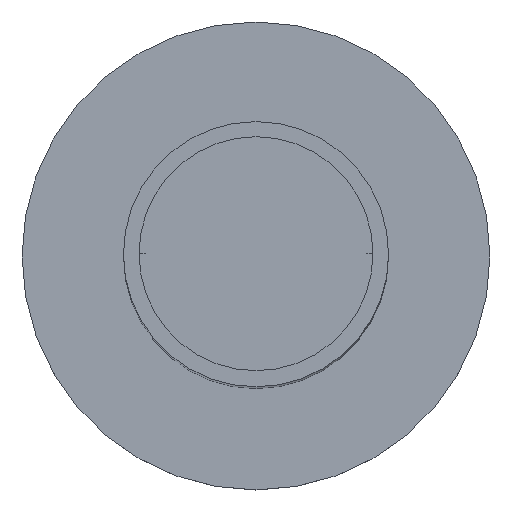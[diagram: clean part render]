
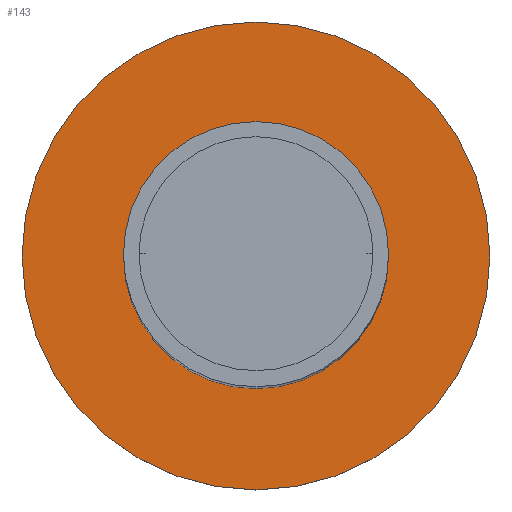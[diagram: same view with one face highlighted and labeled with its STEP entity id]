
A CAD part, top view. The second image highlights one B-rep face of the part: STEP entity #143.
In plain terms, the highlighted planar face has unit normal (0, 0, 1).
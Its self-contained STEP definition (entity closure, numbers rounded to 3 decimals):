
#42 = AXIS2_PLACEMENT_3D ( 'NONE', #118, #494, #242 ) ;
#45 = AXIS2_PLACEMENT_3D ( 'NONE', #517, #127, #341 ) ;
#46 = VERTEX_POINT ( 'NONE', #404 ) ;
#67 = FACE_OUTER_BOUND ( 'NONE', #473, .T. ) ;
#94 = EDGE_CURVE ( 'NONE', #222, #278, #338, .T. ) ;
#114 = PLANE ( 'NONE',  #166 ) ;
#118 = CARTESIAN_POINT ( 'NONE',  ( 0., 0., 0.7 ) ) ;
#120 = CIRCLE ( 'NONE', #363, 6. ) ;
#127 = DIRECTION ( 'NONE',  ( 0., 0., 1. ) ) ;
#143 = ADVANCED_FACE ( 'NONE', ( #549, #67 ), #114, .F. ) ;
#160 = ORIENTED_EDGE ( 'NONE', *, *, #343, .F. ) ;
#166 = AXIS2_PLACEMENT_3D ( 'NONE', #369, #543, #198 ) ;
#168 = CIRCLE ( 'NONE', #45, 6. ) ;
#171 = CARTESIAN_POINT ( 'NONE',  ( -6., 0., 0.7 ) ) ;
#198 = DIRECTION ( 'NONE',  ( -1., 0., 0. ) ) ;
#222 = VERTEX_POINT ( 'NONE', #349 ) ;
#230 = EDGE_CURVE ( 'NONE', #46, #283, #168, .T. ) ;
#242 = DIRECTION ( 'NONE',  ( 1., 0., 0. ) ) ;
#258 = DIRECTION ( 'NONE',  ( 1., 0., 0. ) ) ;
#276 = EDGE_CURVE ( 'NONE', #283, #46, #120, .T. ) ;
#278 = VERTEX_POINT ( 'NONE', #380 ) ;
#282 = AXIS2_PLACEMENT_3D ( 'NONE', #511, #301, #258 ) ;
#283 = VERTEX_POINT ( 'NONE', #171 ) ;
#301 = DIRECTION ( 'NONE',  ( 0., 0., 1. ) ) ;
#338 = CIRCLE ( 'NONE', #42, 3.4 ) ;
#341 = DIRECTION ( 'NONE',  ( 1., 0., 0. ) ) ;
#343 = EDGE_CURVE ( 'NONE', #278, #222, #495, .T. ) ;
#349 = CARTESIAN_POINT ( 'NONE',  ( 3.4, 0., 0.7 ) ) ;
#363 = AXIS2_PLACEMENT_3D ( 'NONE', #469, #512, #427 ) ;
#369 = CARTESIAN_POINT ( 'NONE',  ( 0., 3.4, 0.7 ) ) ;
#380 = CARTESIAN_POINT ( 'NONE',  ( -3.4, 0., 0.7 ) ) ;
#397 = ORIENTED_EDGE ( 'NONE', *, *, #276, .T. ) ;
#404 = CARTESIAN_POINT ( 'NONE',  ( 6., 0., 0.7 ) ) ;
#427 = DIRECTION ( 'NONE',  ( 1., 0., 0. ) ) ;
#432 = EDGE_LOOP ( 'NONE', ( #464, #160 ) ) ;
#464 = ORIENTED_EDGE ( 'NONE', *, *, #94, .F. ) ;
#469 = CARTESIAN_POINT ( 'NONE',  ( 0., 0., 0.7 ) ) ;
#473 = EDGE_LOOP ( 'NONE', ( #542, #397 ) ) ;
#494 = DIRECTION ( 'NONE',  ( 0., 0., 1. ) ) ;
#495 = CIRCLE ( 'NONE', #282, 3.4 ) ;
#511 = CARTESIAN_POINT ( 'NONE',  ( 0., 0., 0.7 ) ) ;
#512 = DIRECTION ( 'NONE',  ( 0., 0., 1. ) ) ;
#517 = CARTESIAN_POINT ( 'NONE',  ( 0., 0., 0.7 ) ) ;
#542 = ORIENTED_EDGE ( 'NONE', *, *, #230, .T. ) ;
#543 = DIRECTION ( 'NONE',  ( 0., 0., -1. ) ) ;
#549 = FACE_BOUND ( 'NONE', #432, .T. ) ;
